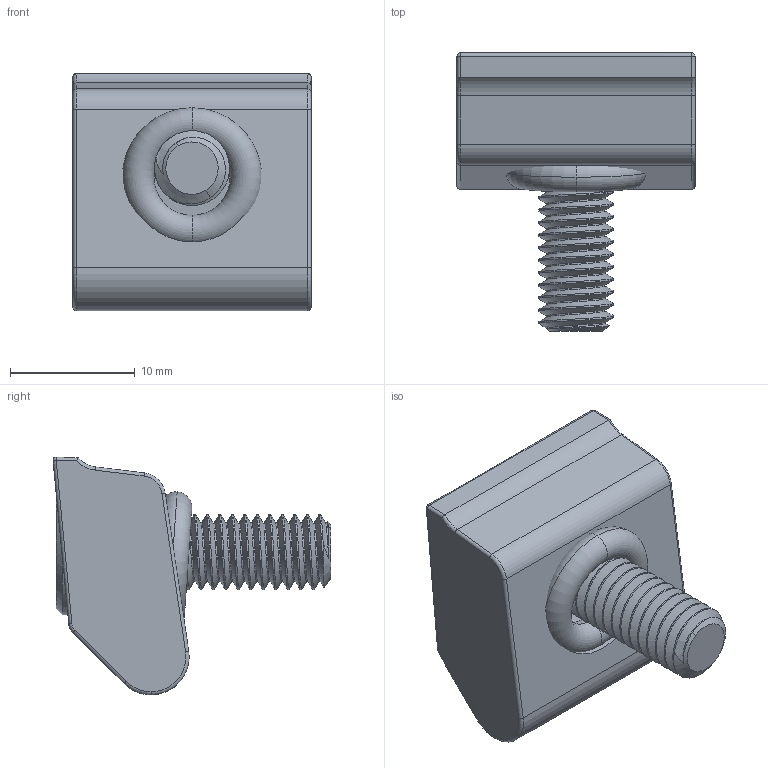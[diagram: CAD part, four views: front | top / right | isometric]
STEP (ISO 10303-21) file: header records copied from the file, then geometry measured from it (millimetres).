
FILE_DESCRIPTION (( 'STEP AP214' ), '1' );
FILE_NAME ('56040.STEP', '2017-10-31T13:06:59', ( 'Mike W' ), ( '' ), 'SwSTEP 2.0', 'SolidWorks 2017', '' );
FILE_SCHEMA (( 'AUTOMOTIVE_DESIGN' ));
Length unit declared in the file: inch
Products named in the file (4): 108 O-RING_108 O-RING; M616MM SHCS_M616MM SHCS ; 260401_260401; 56040
Assembly tree (3 placements, depth 2):
  56040
    260401_260401
    M616MM SHCS_M616MM SHCS 
    108 O-RING_108 O-RING
Bounding box: 19.05 x 22.25 x 19.04 mm (x, y, z)
Volume: 2833.9 mm3; surface area: 2496 mm2
Topology: 3 solids, 3 shells, 170 faces, 429 edges, 263 vertices
Faces by surface type: cylinder 97, plane 23, torus 22, cone 14, bspline 11, sphere 3
Entity records: 7924 total; most frequent: CARTESIAN_POINT 4148, ORIENTED_EDGE 850, DIRECTION 699, EDGE_CURVE 425, AXIS2_PLACEMENT_3D 279, VERTEX_POINT 261, EDGE_LOOP 174, FACE_OUTER_BOUND 170
